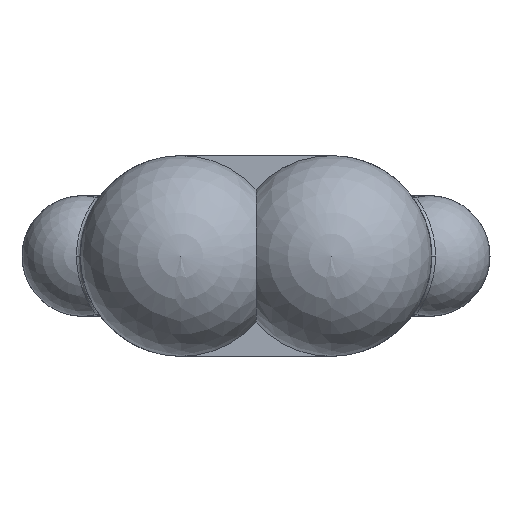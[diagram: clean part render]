
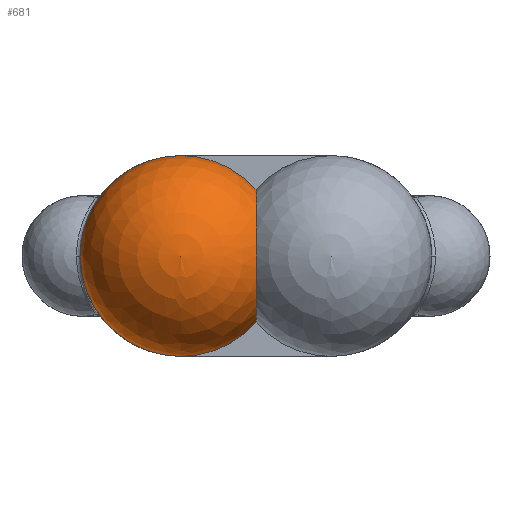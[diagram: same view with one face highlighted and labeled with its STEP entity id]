
A CAD part, front view. The second image highlights one B-rep face of the part: STEP entity #681.
In plain terms, the highlighted spherical face has radius 6.35 mm.
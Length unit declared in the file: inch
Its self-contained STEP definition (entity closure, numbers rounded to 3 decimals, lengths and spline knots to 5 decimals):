
#20 = VERTEX_POINT ( 'NONE', #477 ) ;
#42 = DIRECTION ( 'NONE',  ( 0., 0., -1. ) ) ;
#45 = DIRECTION ( 'NONE',  ( 0., -1., 0. ) ) ;
#49 = CARTESIAN_POINT ( 'NONE',  ( -0.1875, -3.45, 0. ) ) ;
#141 = CARTESIAN_POINT ( 'NONE',  ( -0.1875, -3.45, 0. ) ) ;
#200 = VERTEX_POINT ( 'NONE', #290 ) ;
#239 = CARTESIAN_POINT ( 'NONE',  ( -0.1875, -3.45, -0.25 ) ) ;
#290 = CARTESIAN_POINT ( 'NONE',  ( -0.1875, -3.45, 0.25 ) ) ;
#413 = VERTEX_POINT ( 'NONE', #1348 ) ;
#477 = CARTESIAN_POINT ( 'NONE',  ( 0., -3.45, -0.16536 ) ) ;
#496 = EDGE_LOOP ( 'NONE', ( #659, #977, #1699, #584 ) ) ;
#584 = ORIENTED_EDGE ( 'NONE', *, *, #627, .T. ) ;
#627 = EDGE_CURVE ( 'NONE', #2264, #20, #2389, .T. ) ;
#659 = ORIENTED_EDGE ( 'NONE', *, *, #1091, .T. ) ;
#681 = ADVANCED_FACE ( 'NONE', ( #2349 ), #2353, .T. ) ;
#917 = DIRECTION ( 'NONE',  ( 0., 0., -1. ) ) ;
#922 = DIRECTION ( 'NONE',  ( 0., -1., 0. ) ) ;
#924 = CARTESIAN_POINT ( 'NONE',  ( -0.1875, -3.45, 0. ) ) ;
#952 = EDGE_CURVE ( 'NONE', #413, #200, #2252, .T. ) ;
#977 = ORIENTED_EDGE ( 'NONE', *, *, #952, .T. ) ;
#1091 = EDGE_CURVE ( 'NONE', #20, #413, #2184, .T. ) ;
#1126 = DIRECTION ( 'NONE',  ( 0., 0., 1. ) ) ;
#1132 = CARTESIAN_POINT ( 'NONE',  ( 0., -3.45, 0. ) ) ;
#1140 = DIRECTION ( 'NONE',  ( -1., 0., 0. ) ) ;
#1248 = AXIS2_PLACEMENT_3D ( 'NONE', #49, #45, #42 ) ;
#1348 = CARTESIAN_POINT ( 'NONE',  ( 0., -3.45, 0.16536 ) ) ;
#1441 = EDGE_CURVE ( 'NONE', #200, #2264, #2072, .T. ) ;
#1505 = AXIS2_PLACEMENT_3D ( 'NONE', #1132, #1140, #1126 ) ;
#1507 = DIRECTION ( 'NONE',  ( 0., -1., 0. ) ) ;
#1555 = DIRECTION ( 'NONE',  ( 0., 0., -1. ) ) ;
#1560 = AXIS2_PLACEMENT_3D ( 'NONE', #924, #922, #917 ) ;
#1665 = DIRECTION ( 'NONE',  ( 0., 0., -1. ) ) ;
#1699 = ORIENTED_EDGE ( 'NONE', *, *, #1441, .T. ) ;
#1783 = DIRECTION ( 'NONE',  ( 0., -1., 0. ) ) ;
#1890 = AXIS2_PLACEMENT_3D ( 'NONE', #2250, #1783, #1665 ) ;
#2052 = AXIS2_PLACEMENT_3D ( 'NONE', #141, #1507, #1555 ) ;
#2072 = CIRCLE ( 'NONE', #1248, 0.25 ) ;
#2184 = CIRCLE ( 'NONE', #1505, 0.16536 ) ;
#2250 = CARTESIAN_POINT ( 'NONE',  ( -0.1875, -3.45, 0. ) ) ;
#2252 = CIRCLE ( 'NONE', #1560, 0.25 ) ;
#2264 = VERTEX_POINT ( 'NONE', #239 ) ;
#2349 = FACE_OUTER_BOUND ( 'NONE', #496, .T. ) ;
#2353 = SPHERICAL_SURFACE ( 'NONE', #1890, 0.25 ) ;
#2389 = CIRCLE ( 'NONE', #2052, 0.25 ) ;
